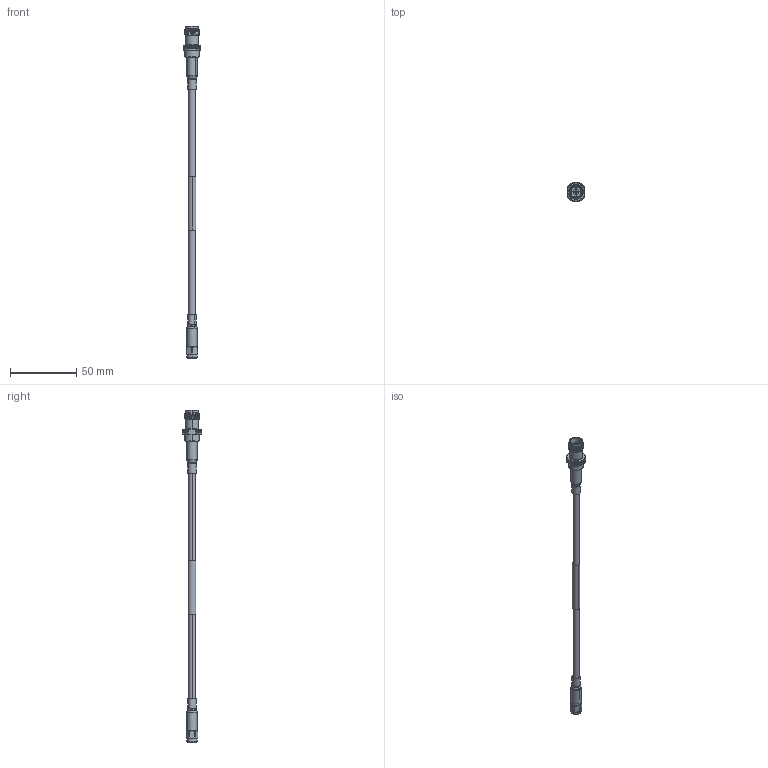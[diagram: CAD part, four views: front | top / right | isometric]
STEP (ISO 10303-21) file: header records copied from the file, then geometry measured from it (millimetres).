
FILE_DESCRIPTION (( 'STEP AP214' ), '1' );
FILE_NAME ('FMC01016_3D.step', '2024-01-26T20:58:13', ( '' ), ( '' ), 'SwSTEP 2.0', 'SolidWorks 2022', '' );
FILE_SCHEMA (( 'AUTOMOTIVE_DESIGN' ));
Length unit declared in the file: inch
Products named in the file (9): FMCN1752_WITH FERRULE; SC7050_SC7050 -RG223; SC7059-MA2; SC7050-MA3_SC7050 -RG223; 1AW01-003_.230 ID X 1" long; FMC01016_3D; RG400_U_cable; HeatShrink_SC7050; SC7050-MA1
Assembly tree (9 placements, depth 3):
  FMC01016_3D
    1AW01-003_.230 ID X 1" long
    RG400_U_cable
    HeatShrink_SC7050  x2
    FMCN1752_WITH FERRULE
    SC7050_SC7050 -RG223
      SC7050-MA1
      SC7059-MA2
      SC7050-MA3_SC7050 -RG223
Bounding box: 12.7 x 14.47 x 249.97 mm (x, y, z)
Volume: 7078.7 mm3; surface area: 10182 mm2
Topology: 9 solids, 9 shells, 496 faces, 1101 edges, 640 vertices
Faces by surface type: plane 165, cone 164, cylinder 146, torus 18, bspline 3
Entity records: 15530 total; most frequent: CARTESIAN_POINT 4747, DIRECTION 2171, ORIENTED_EDGE 2114, EDGE_CURVE 1057, AXIS2_PLACEMENT_3D 914, VERTEX_POINT 616, EDGE_LOOP 503, FACE_OUTER_BOUND 474
